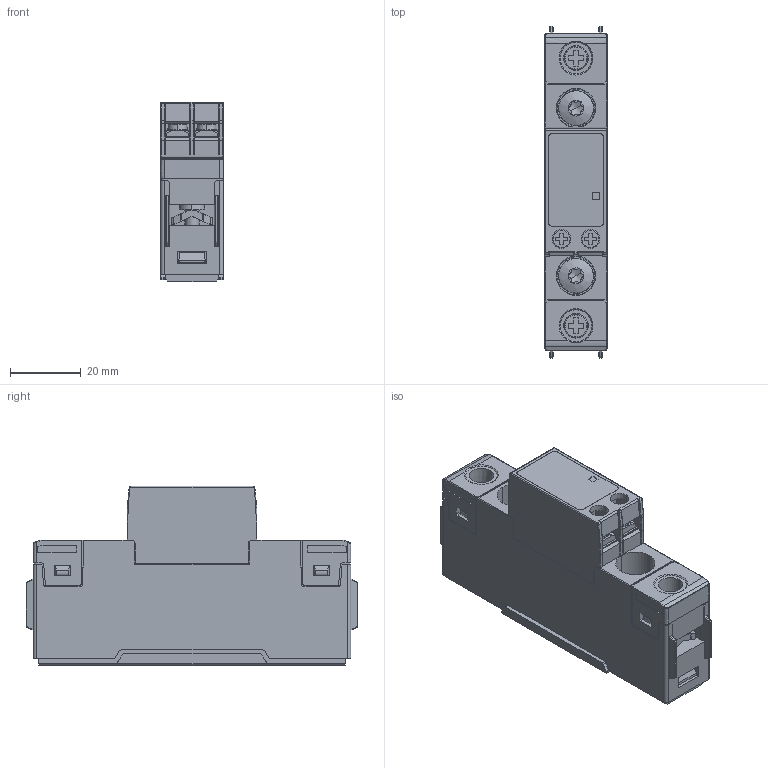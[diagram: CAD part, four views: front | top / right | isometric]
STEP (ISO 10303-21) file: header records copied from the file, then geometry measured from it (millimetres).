
FILE_DESCRIPTION((''),'2;1');
FILE_NAME('CGI0891-00.stp','2013-04-04T11:56:21',(''),(''),'Mechanical Desktop 2009','Mechanical Desktop 2009',', , ');
FILE_SCHEMA(('CONFIG_CONTROL_DESIGN'));
Length unit declared in the file: millimetre
Products named in the file (2): Product; CGI0891-00
Assembly tree (1 placements, depth 2):
  Product
    CGI0891-00
Bounding box: 17.8 x 94 x 50.78 mm (x, y, z)
Volume: 59285.4 mm3; surface area: 18130.7 mm2
Topology: 1 solids, 1 shells, 836 faces, 2373 edges, 1554 vertices
Faces by surface type: bspline 385, plane 258, cylinder 151, cone 20, torus 16, sphere 6
Entity records: 31318 total; most frequent: CARTESIAN_POINT 10272, ORIENTED_EDGE 4714, DIRECTION 3970, EDGE_CURVE 2357, VERTEX_POINT 1554, VECTOR 1478, LINE 1478, AXIS2_PLACEMENT_3D 1246
